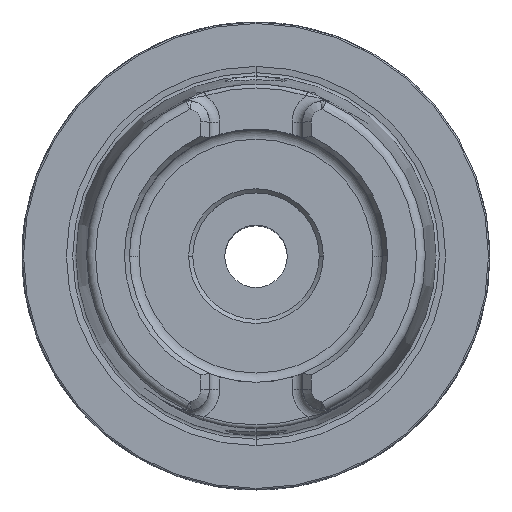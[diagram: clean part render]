
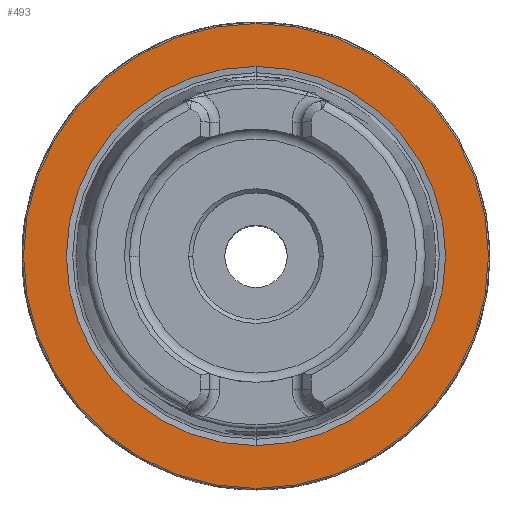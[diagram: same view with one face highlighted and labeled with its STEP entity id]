
A CAD part, top view. The second image highlights one B-rep face of the part: STEP entity #493.
In plain terms, the highlighted planar face has unit normal (0, 0, 1).
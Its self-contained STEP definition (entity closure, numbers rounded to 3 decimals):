
#143 = CIRCLE ( 'NONE', #775, 31.27 ) ;
#493 = ADVANCED_FACE ( 'NONE', ( #10996, #6290 ), #9468, .T. ) ;
#550 = VERTEX_POINT ( 'NONE', #10322 ) ;
#775 = AXIS2_PLACEMENT_3D ( 'NONE', #8527, #2952, #9472 ) ;
#852 = EDGE_CURVE ( 'NONE', #2585, #10730, #7975, .T. ) ;
#945 = CARTESIAN_POINT ( 'NONE',  ( 0., 0., 0. ) ) ;
#1253 = EDGE_CURVE ( 'NONE', #10730, #2585, #5716, .T. ) ;
#1318 = DIRECTION ( 'NONE',  ( 0., 1., 0. ) ) ;
#1776 = DIRECTION ( 'NONE',  ( 0., 1., 0. ) ) ;
#1907 = EDGE_LOOP ( 'NONE', ( #2210, #5351 ) ) ;
#1929 = DIRECTION ( 'NONE',  ( 0., -1., 0. ) ) ;
#2073 = CARTESIAN_POINT ( 'NONE',  ( 0., 0., 0. ) ) ;
#2133 = DIRECTION ( 'NONE',  ( 0., 0., -1. ) ) ;
#2186 = CARTESIAN_POINT ( 'NONE',  ( 0., 0., 0. ) ) ;
#2202 = DIRECTION ( 'NONE',  ( 0., 0., -1. ) ) ;
#2210 = ORIENTED_EDGE ( 'NONE', *, *, #5378, .T. ) ;
#2492 = EDGE_CURVE ( 'NONE', #10009, #550, #8807, .T. ) ;
#2585 = VERTEX_POINT ( 'NONE', #6776 ) ;
#2952 = DIRECTION ( 'NONE',  ( 0., 0., 1. ) ) ;
#3927 = AXIS2_PLACEMENT_3D ( 'NONE', #9610, #9626, #9634 ) ;
#4847 = AXIS2_PLACEMENT_3D ( 'NONE', #2186, #2202, #1318 ) ;
#5351 = ORIENTED_EDGE ( 'NONE', *, *, #2492, .T. ) ;
#5378 = EDGE_CURVE ( 'NONE', #550, #10009, #143, .T. ) ;
#5716 = CIRCLE ( 'NONE', #4847, 25.5 ) ;
#6290 = FACE_BOUND ( 'NONE', #9265, .T. ) ;
#6776 = CARTESIAN_POINT ( 'NONE',  ( 0., 25.5, 0. ) ) ;
#7540 = DIRECTION ( 'NONE',  ( 0., 0., 1. ) ) ;
#7775 = CARTESIAN_POINT ( 'NONE',  ( 0., 31.27, 0. ) ) ;
#7975 = CIRCLE ( 'NONE', #8729, 25.5 ) ;
#8527 = CARTESIAN_POINT ( 'NONE',  ( 0., 0., 0. ) ) ;
#8729 = AXIS2_PLACEMENT_3D ( 'NONE', #2073, #2133, #1776 ) ;
#8807 = CIRCLE ( 'NONE', #8906, 31.27 ) ;
#8906 = AXIS2_PLACEMENT_3D ( 'NONE', #945, #7540, #1929 ) ;
#9265 = EDGE_LOOP ( 'NONE', ( #9386, #11336 ) ) ;
#9386 = ORIENTED_EDGE ( 'NONE', *, *, #1253, .T. ) ;
#9468 = PLANE ( 'NONE',  #3927 ) ;
#9472 = DIRECTION ( 'NONE',  ( 0., -1., 0. ) ) ;
#9610 = CARTESIAN_POINT ( 'NONE',  ( 0., 31.47, 0. ) ) ;
#9626 = DIRECTION ( 'NONE',  ( 0., 0., 1. ) ) ;
#9634 = DIRECTION ( 'NONE',  ( 0., -1., 0. ) ) ;
#10009 = VERTEX_POINT ( 'NONE', #7775 ) ;
#10242 = CARTESIAN_POINT ( 'NONE',  ( 0., -25.5, 0. ) ) ;
#10322 = CARTESIAN_POINT ( 'NONE',  ( 0., -31.27, 0. ) ) ;
#10730 = VERTEX_POINT ( 'NONE', #10242 ) ;
#10996 = FACE_OUTER_BOUND ( 'NONE', #1907, .T. ) ;
#11336 = ORIENTED_EDGE ( 'NONE', *, *, #852, .T. ) ;
